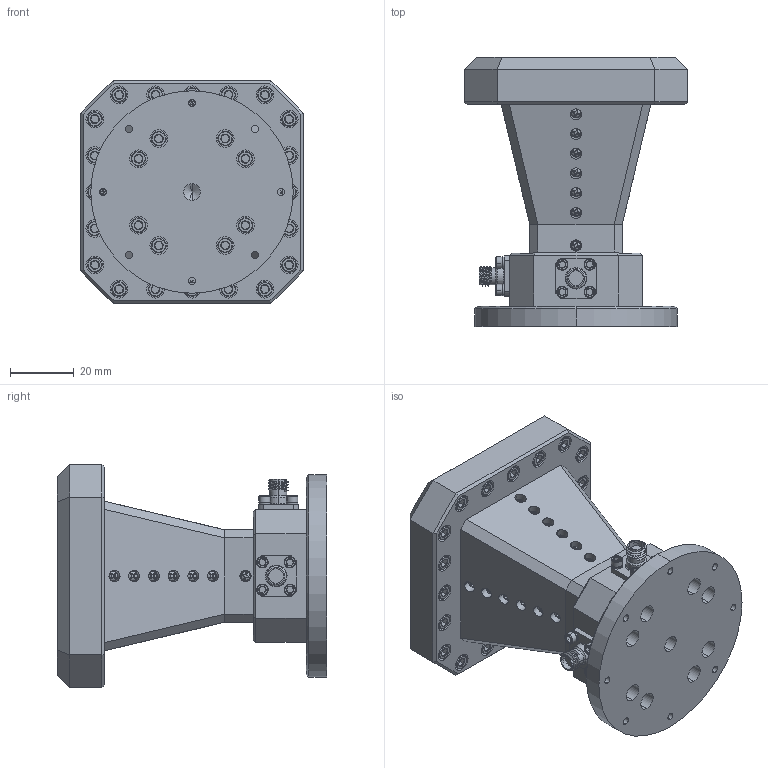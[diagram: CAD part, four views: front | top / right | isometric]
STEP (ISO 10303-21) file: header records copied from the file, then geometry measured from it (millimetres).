
FILE_DESCRIPTION (( 'STEP AP203' ), '1' );
FILE_NAME ('SAV-0632531431-SF-S1-QR.STEP', '2021-10-20T18:07:36', ( '' ), ( '' ), 'SwSTEP 2.0', 'SolidWorks 2021', '' );
FILE_SCHEMA (( 'CONFIG_CONTROL_DESIGN' ));
Products named in the file (1): SAV-0632531431-SF-S1-QR
Bounding box: 69.85 x 84.41 x 69.85 mm (x, y, z)
Volume: 173322.9 mm3; surface area: 32501 mm2
Topology: 9 solids, 9 shells, 2326 faces, 5732 edges, 3597 vertices
Faces by surface type: plane 940, cylinder 662, cone 540, torus 120, sphere 56, bspline 8
Entity records: 72385 total; most frequent: CARTESIAN_POINT 18266, ORIENTED_EDGE 11460, DIRECTION 11362, EDGE_CURVE 5730, AXIS2_PLACEMENT_3D 4531, VERTEX_POINT 3597, EDGE_LOOP 2517, ADVANCED_FACE 2326
